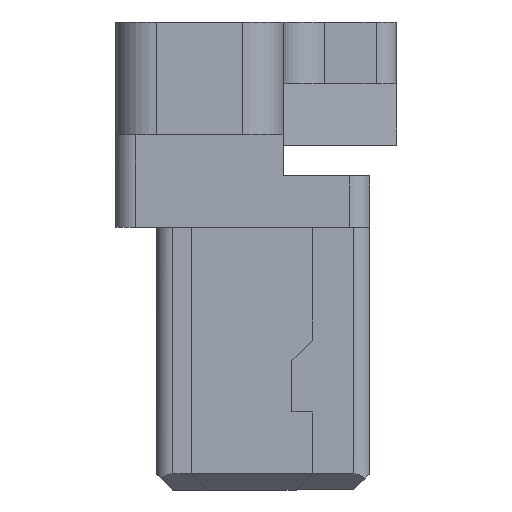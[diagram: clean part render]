
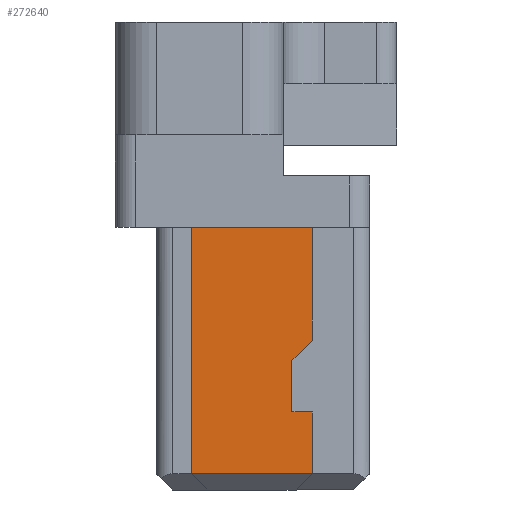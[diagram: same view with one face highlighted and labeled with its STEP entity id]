
A CAD part, left-side view. The second image highlights one B-rep face of the part: STEP entity #272640.
In plain terms, the highlighted face is planar.
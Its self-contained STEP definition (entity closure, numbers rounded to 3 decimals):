
#211840=CARTESIAN_POINT('',(29.897,67.416,12.625));
#211850=VERTEX_POINT('',#211840);
#211880=CARTESIAN_POINT('',(29.897,67.531,12.625));
#211890=DIRECTION('',(0.,-1.,0.));
#211900=VECTOR('',#211890,1.);
#211910=LINE('',#211880,#211900);
#211920=CARTESIAN_POINT('',(29.897,68.006,12.625));
#211930=VERTEX_POINT('',#211920);
#211940=EDGE_CURVE('',#211930,#211850,#211910,.T.);
#272060=CARTESIAN_POINT('',(29.977,67.646,12.625));
#272070=DIRECTION('',(0.,0.,1.));
#272080=DIRECTION('',(1.,0.,0.));
#272090=AXIS2_PLACEMENT_3D('',#272060,#272070,#272080);
#272100=PLANE('',#272090);
#272110=CARTESIAN_POINT('',(0.,67.416,12.625));
#272120=DIRECTION('',(1.,0.,0.));
#272130=VECTOR('',#272120,1.);
#272140=LINE('',#272110,#272130);
#272150=CARTESIAN_POINT('',(28.697,67.416,12.625));
#272160=VERTEX_POINT('',#272150);
#272170=EDGE_CURVE('',#272160,#211850,#272140,.T.);
#272180=ORIENTED_EDGE('',*,*,#272170,.T.);
#272190=CARTESIAN_POINT('',(28.697,0.,12.625));
#272200=DIRECTION('',(0.,1.,0.));
#272210=VECTOR('',#272200,1.);
#272220=LINE('',#272190,#272210);
#272230=CARTESIAN_POINT('',(28.697,68.006,12.625));
#272240=VERTEX_POINT('',#272230);
#272250=EDGE_CURVE('',#272160,#272240,#272220,.T.);
#272260=ORIENTED_EDGE('',*,*,#272250,.F.);
#272270=CARTESIAN_POINT('',(28.822,68.006,12.625));
#272280=DIRECTION('',(1.,0.,0.));
#272290=VECTOR('',#272280,1.);
#272300=LINE('',#272270,#272290);
#272310=CARTESIAN_POINT('',(29.247,68.006,12.625));
#272320=VERTEX_POINT('',#272310);
#272330=EDGE_CURVE('',#272240,#272320,#272300,.T.);
#272340=ORIENTED_EDGE('',*,*,#272330,.F.);
#272350=CARTESIAN_POINT('',(28.822,68.431,12.625));
#272360=DIRECTION('',(-0.707,0.707,0.));
#272370=VECTOR('',#272360,1.);
#272380=LINE('',#272350,#272370);
#272390=CARTESIAN_POINT('',(29.347,67.906,12.625));
#272400=VERTEX_POINT('',#272390);
#272410=EDGE_CURVE('',#272400,#272320,#272380,.T.);
#272420=ORIENTED_EDGE('',*,*,#272410,.T.);
#272430=CARTESIAN_POINT('',(28.822,67.906,12.625));
#272440=DIRECTION('',(-1.,0.,0.));
#272450=VECTOR('',#272440,1.);
#272460=LINE('',#272430,#272450);
#272470=CARTESIAN_POINT('',(29.597,67.906,12.625));
#272480=VERTEX_POINT('',#272470);
#272490=EDGE_CURVE('',#272480,#272400,#272460,.T.);
#272500=ORIENTED_EDGE('',*,*,#272490,.T.);
#272510=CARTESIAN_POINT('',(29.597,56.396,12.625));
#272520=DIRECTION('',(0.,-1.,0.));
#272530=VECTOR('',#272520,1.);
#272540=LINE('',#272510,#272530);
#272550=CARTESIAN_POINT('',(29.597,68.006,12.625));
#272560=VERTEX_POINT('',#272550);
#272570=EDGE_CURVE('',#272560,#272480,#272540,.T.);
#272580=ORIENTED_EDGE('',*,*,#272570,.T.);
#272590=EDGE_CURVE('',#272560,#211930,#272300,.T.);
#272600=ORIENTED_EDGE('',*,*,#272590,.F.);
#272610=ORIENTED_EDGE('',*,*,#211940,.F.);
#272620=EDGE_LOOP('',(#272610,#272600,#272580,#272500,#272420,#272340,
#272260,#272180));
#272630=FACE_OUTER_BOUND('',#272620,.T.);
#272640=ADVANCED_FACE('',(#272630),#272100,.T.);
